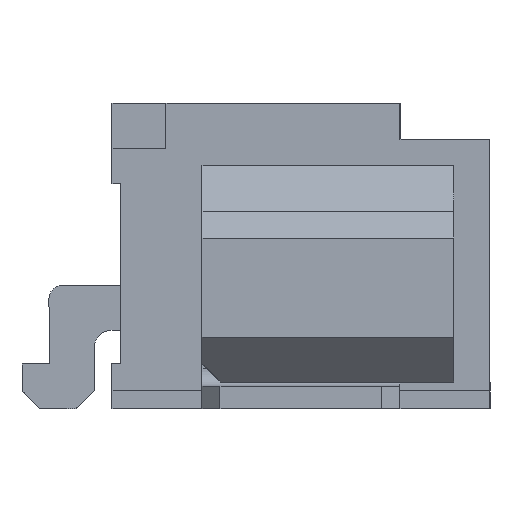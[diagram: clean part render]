
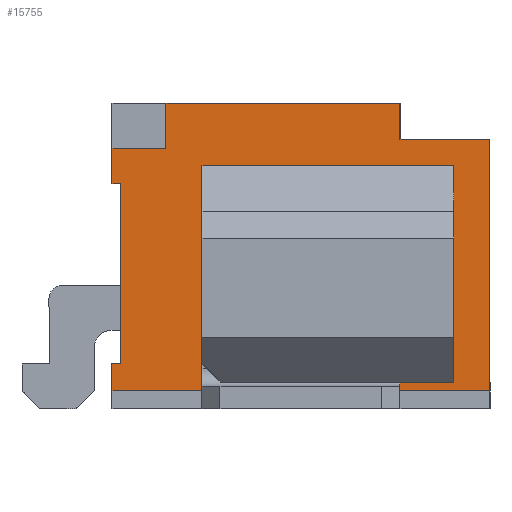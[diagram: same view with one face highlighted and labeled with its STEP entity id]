
A CAD part, left-side view. The second image highlights one B-rep face of the part: STEP entity #15755.
In plain terms, the highlighted planar face has unit normal (-1, 0, 0).
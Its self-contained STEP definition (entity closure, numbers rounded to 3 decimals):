
#52 = ORIENTED_EDGE ( 'NONE', *, *, #5396, .F. ) ;
#478 = EDGE_CURVE ( 'NONE', #14901, #13347, #10660, .T. ) ;
#834 = VECTOR ( 'NONE', #2929, 1000. ) ;
#954 = ORIENTED_EDGE ( 'NONE', *, *, #16887, .T. ) ;
#997 = CARTESIAN_POINT ( 'NONE',  ( -5.875, 2., 0.5 ) ) ;
#1042 = EDGE_CURVE ( 'NONE', #1192, #13596, #1925, .T. ) ;
#1137 = VECTOR ( 'NONE', #9520, 1000. ) ;
#1192 = VERTEX_POINT ( 'NONE', #4442 ) ;
#1439 = LINE ( 'NONE', #11671, #14613 ) ;
#1592 = DIRECTION ( 'NONE',  ( 0., 0., -1. ) ) ;
#1803 = CARTESIAN_POINT ( 'NONE',  ( -5.875, 2.1, 3.4 ) ) ;
#1925 = LINE ( 'NONE', #8446, #8990 ) ;
#1945 = CARTESIAN_POINT ( 'NONE',  ( -5.875, -1.7, 0.3 ) ) ;
#2095 = VERTEX_POINT ( 'NONE', #11533 ) ;
#2206 = ORIENTED_EDGE ( 'NONE', *, *, #14849, .T. ) ;
#2319 = DIRECTION ( 'NONE',  ( 0., -1., 0. ) ) ;
#2489 = CARTESIAN_POINT ( 'NONE',  ( -5.875, 1.1, 0.3 ) ) ;
#2728 = CARTESIAN_POINT ( 'NONE',  ( -5.875, 1.1, 0.3 ) ) ;
#2742 = VECTOR ( 'NONE', #10677, 1000. ) ;
#2849 = EDGE_CURVE ( 'NONE', #10542, #14179, #13239, .T. ) ;
#2869 = CARTESIAN_POINT ( 'NONE',  ( -5.875, 2.1, 0.5 ) ) ;
#2929 = DIRECTION ( 'NONE',  ( 0., -1., 0. ) ) ;
#3108 = DIRECTION ( 'NONE',  ( 0., -1., 0. ) ) ;
#3130 = DIRECTION ( 'NONE',  ( 0., 0., 1. ) ) ;
#3289 = CARTESIAN_POINT ( 'NONE',  ( -5.875, -2.1, 3. ) ) ;
#3576 = LINE ( 'NONE', #2728, #6680 ) ;
#3584 = CARTESIAN_POINT ( 'NONE',  ( -5.875, 2.1, 3.4 ) ) ;
#3731 = LINE ( 'NONE', #8936, #10373 ) ;
#3847 = ORIENTED_EDGE ( 'NONE', *, *, #8060, .F. ) ;
#3976 = CARTESIAN_POINT ( 'NONE',  ( -5.875, 2.1, 2.9 ) ) ;
#4084 = CARTESIAN_POINT ( 'NONE',  ( -5.875, 2.1, 0.2 ) ) ;
#4319 = EDGE_LOOP ( 'NONE', ( #8347, #9123, #3847, #7324, #6693, #12822, #8210, #5978, #6955, #954, #13714, #15669 ) ) ;
#4397 = LINE ( 'NONE', #1803, #11468 ) ;
#4442 = CARTESIAN_POINT ( 'NONE',  ( -5.875, -1.1, 3. ) ) ;
#4495 = EDGE_CURVE ( 'NONE', #5739, #5884, #4651, .T. ) ;
#4578 = CARTESIAN_POINT ( 'NONE',  ( -5.875, 2.1, 3.4 ) ) ;
#4651 = LINE ( 'NONE', #9900, #1137 ) ;
#4784 = LINE ( 'NONE', #12150, #834 ) ;
#4795 = VERTEX_POINT ( 'NONE', #3976 ) ;
#4851 = FACE_BOUND ( 'NONE', #10968, .T. ) ;
#4902 = DIRECTION ( 'NONE',  ( 0., 0., 1. ) ) ;
#4929 = CARTESIAN_POINT ( 'NONE',  ( -5.875, 1.1, 2.7 ) ) ;
#5012 = CARTESIAN_POINT ( 'NONE',  ( -5.875, 2., 2.5 ) ) ;
#5042 = DIRECTION ( 'NONE',  ( 0., 0., 1. ) ) ;
#5202 = CARTESIAN_POINT ( 'NONE',  ( -5.875, -1.7, 2.7 ) ) ;
#5396 = EDGE_CURVE ( 'NONE', #7314, #5739, #3576, .T. ) ;
#5433 = CARTESIAN_POINT ( 'NONE',  ( -5.875, 1.1, 0.3 ) ) ;
#5609 = EDGE_CURVE ( 'NONE', #13980, #14009, #14667, .T. ) ;
#5739 = VERTEX_POINT ( 'NONE', #1945 ) ;
#5884 = VERTEX_POINT ( 'NONE', #5202 ) ;
#5893 = DIRECTION ( 'NONE',  ( 0., -1., 0. ) ) ;
#5978 = ORIENTED_EDGE ( 'NONE', *, *, #12720, .F. ) ;
#5989 = VECTOR ( 'NONE', #6272, 1000. ) ;
#6052 = LINE ( 'NONE', #12075, #15638 ) ;
#6201 = VECTOR ( 'NONE', #8585, 1000. ) ;
#6272 = DIRECTION ( 'NONE',  ( 0., -1., 0. ) ) ;
#6289 = CARTESIAN_POINT ( 'NONE',  ( -5.875, 2.1, 0.2 ) ) ;
#6680 = VECTOR ( 'NONE', #11128, 1000. ) ;
#6693 = ORIENTED_EDGE ( 'NONE', *, *, #12387, .F. ) ;
#6762 = DIRECTION ( 'NONE',  ( 0., 0., 1. ) ) ;
#6817 = PLANE ( 'NONE',  #11791 ) ;
#6868 = CARTESIAN_POINT ( 'NONE',  ( -5.875, 2.1, 3.4 ) ) ;
#6955 = ORIENTED_EDGE ( 'NONE', *, *, #5609, .T. ) ;
#7314 = VERTEX_POINT ( 'NONE', #2489 ) ;
#7324 = ORIENTED_EDGE ( 'NONE', *, *, #8372, .F. ) ;
#8060 = EDGE_CURVE ( 'NONE', #4795, #10542, #4784, .T. ) ;
#8098 = DIRECTION ( 'NONE',  ( 0., 0., 1. ) ) ;
#8195 = CARTESIAN_POINT ( 'NONE',  ( -5.875, -1.1, 3.4 ) ) ;
#8210 = ORIENTED_EDGE ( 'NONE', *, *, #8402, .F. ) ;
#8347 = ORIENTED_EDGE ( 'NONE', *, *, #16435, .F. ) ;
#8372 = EDGE_CURVE ( 'NONE', #8657, #4795, #11227, .T. ) ;
#8391 = FACE_OUTER_BOUND ( 'NONE', #4319, .T. ) ;
#8402 = EDGE_CURVE ( 'NONE', #15137, #14901, #3731, .T. ) ;
#8446 = CARTESIAN_POINT ( 'NONE',  ( -5.875, -1.1, 3. ) ) ;
#8585 = DIRECTION ( 'NONE',  ( 0., -1., 0. ) ) ;
#8657 = VERTEX_POINT ( 'NONE', #12189 ) ;
#8936 = CARTESIAN_POINT ( 'NONE',  ( -5.875, 2.1, 0.5 ) ) ;
#8990 = VECTOR ( 'NONE', #3130, 1000. ) ;
#9038 = CARTESIAN_POINT ( 'NONE',  ( -5.875, 2., 2.5 ) ) ;
#9123 = ORIENTED_EDGE ( 'NONE', *, *, #2849, .F. ) ;
#9520 = DIRECTION ( 'NONE',  ( 0., 0., 1. ) ) ;
#9563 = DIRECTION ( 'NONE',  ( 1., 0., 0. ) ) ;
#9900 = CARTESIAN_POINT ( 'NONE',  ( -5.875, -1.7, 0.3 ) ) ;
#10373 = VECTOR ( 'NONE', #2319, 1000. ) ;
#10390 = DIRECTION ( 'NONE',  ( 0., 1., 0. ) ) ;
#10542 = VERTEX_POINT ( 'NONE', #12672 ) ;
#10660 = LINE ( 'NONE', #5012, #14098 ) ;
#10677 = DIRECTION ( 'NONE',  ( 0., 0., 1. ) ) ;
#10796 = VECTOR ( 'NONE', #4902, 1000. ) ;
#10800 = CARTESIAN_POINT ( 'NONE',  ( -5.875, 1.5, 2.9 ) ) ;
#10968 = EDGE_LOOP ( 'NONE', ( #12819, #52, #14620, #2206 ) ) ;
#11105 = CARTESIAN_POINT ( 'NONE',  ( -5.875, 1.5, 3.4 ) ) ;
#11128 = DIRECTION ( 'NONE',  ( 0., -1., 0. ) ) ;
#11227 = LINE ( 'NONE', #3584, #10796 ) ;
#11468 = VECTOR ( 'NONE', #3108, 1000. ) ;
#11506 = EDGE_CURVE ( 'NONE', #7314, #14914, #15437, .T. ) ;
#11533 = CARTESIAN_POINT ( 'NONE',  ( -5.875, -2.1, 3. ) ) ;
#11671 = CARTESIAN_POINT ( 'NONE',  ( -5.875, 2.1, 2.5 ) ) ;
#11791 = AXIS2_PLACEMENT_3D ( 'NONE', #6868, #9563, #1592 ) ;
#12075 = CARTESIAN_POINT ( 'NONE',  ( -5.875, -2.1, 3.4 ) ) ;
#12150 = CARTESIAN_POINT ( 'NONE',  ( -5.875, 1.5, 2.9 ) ) ;
#12189 = CARTESIAN_POINT ( 'NONE',  ( -5.875, 2.1, 2.5 ) ) ;
#12379 = LINE ( 'NONE', #4578, #15369 ) ;
#12387 = EDGE_CURVE ( 'NONE', #13347, #8657, #1439, .T. ) ;
#12672 = CARTESIAN_POINT ( 'NONE',  ( -5.875, 1.5, 2.9 ) ) ;
#12720 = EDGE_CURVE ( 'NONE', #13980, #15137, #12379, .T. ) ;
#12819 = ORIENTED_EDGE ( 'NONE', *, *, #4495, .F. ) ;
#12822 = ORIENTED_EDGE ( 'NONE', *, *, #478, .F. ) ;
#13239 = LINE ( 'NONE', #10800, #2742 ) ;
#13347 = VERTEX_POINT ( 'NONE', #9038 ) ;
#13596 = VERTEX_POINT ( 'NONE', #8195 ) ;
#13714 = ORIENTED_EDGE ( 'NONE', *, *, #14691, .F. ) ;
#13772 = DIRECTION ( 'NONE',  ( 0., 0., 1. ) ) ;
#13980 = VERTEX_POINT ( 'NONE', #4084 ) ;
#14009 = VERTEX_POINT ( 'NONE', #14647 ) ;
#14098 = VECTOR ( 'NONE', #5042, 1000. ) ;
#14179 = VERTEX_POINT ( 'NONE', #11105 ) ;
#14266 = VECTOR ( 'NONE', #5893, 1000. ) ;
#14613 = VECTOR ( 'NONE', #10390, 1000. ) ;
#14620 = ORIENTED_EDGE ( 'NONE', *, *, #11506, .T. ) ;
#14647 = CARTESIAN_POINT ( 'NONE',  ( -5.875, -2.1, 0.2 ) ) ;
#14654 = VECTOR ( 'NONE', #6762, 1000. ) ;
#14667 = LINE ( 'NONE', #6289, #14266 ) ;
#14691 = EDGE_CURVE ( 'NONE', #1192, #2095, #16594, .T. ) ;
#14849 = EDGE_CURVE ( 'NONE', #14914, #5884, #16391, .T. ) ;
#14901 = VERTEX_POINT ( 'NONE', #997 ) ;
#14914 = VERTEX_POINT ( 'NONE', #16749 ) ;
#15137 = VERTEX_POINT ( 'NONE', #2869 ) ;
#15369 = VECTOR ( 'NONE', #13772, 1000. ) ;
#15437 = LINE ( 'NONE', #5433, #14654 ) ;
#15638 = VECTOR ( 'NONE', #8098, 1000. ) ;
#15669 = ORIENTED_EDGE ( 'NONE', *, *, #1042, .T. ) ;
#15755 = ADVANCED_FACE ( 'NONE', ( #8391, #4851 ), #6817, .F. ) ;
#16391 = LINE ( 'NONE', #4929, #5989 ) ;
#16435 = EDGE_CURVE ( 'NONE', #14179, #13596, #4397, .T. ) ;
#16594 = LINE ( 'NONE', #3289, #6201 ) ;
#16749 = CARTESIAN_POINT ( 'NONE',  ( -5.875, 1.1, 2.7 ) ) ;
#16887 = EDGE_CURVE ( 'NONE', #14009, #2095, #6052, .T. ) ;
